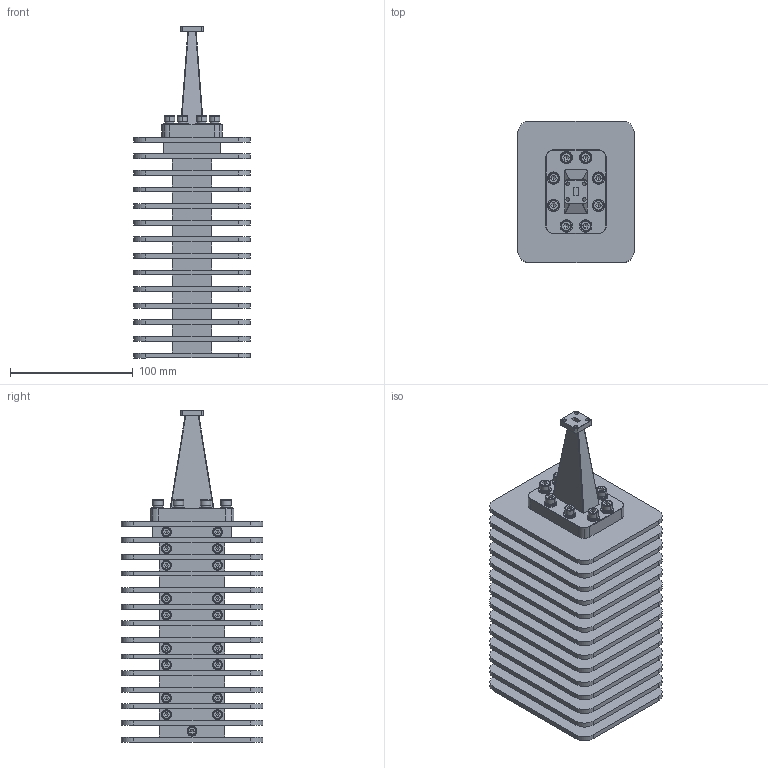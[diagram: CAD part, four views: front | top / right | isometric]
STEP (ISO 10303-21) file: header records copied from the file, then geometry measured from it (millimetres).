
FILE_DESCRIPTION (( 'STEP AP203' ), '1' );
FILE_NAME ('SWL-2857-S8.STEP', '2021-06-16T19:18:07', ( '' ), ( '' ), 'SwSTEP 2.0', 'SolidWorks 2021', '' );
FILE_SCHEMA (( 'CONFIG_CONTROL_DESIGN' ));
Length unit declared in the file: inch
Products named in the file (1): SWL-2857-S8
Bounding box: 95 x 115 x 270 mm (x, y, z)
Volume: 887722.8 mm3; surface area: 326781.7 mm2
Topology: 1 solids, 34 shells, 1374 faces, 3611 edges, 2288 vertices
Faces by surface type: plane 635, cylinder 466, cone 176, torus 97
Entity records: 42143 total; most frequent: CARTESIAN_POINT 8390, DIRECTION 7332, ORIENTED_EDGE 6982, EDGE_CURVE 3491, AXIS2_PLACEMENT_3D 2782, VERTEX_POINT 2288, VECTOR 1768, LINE 1768
